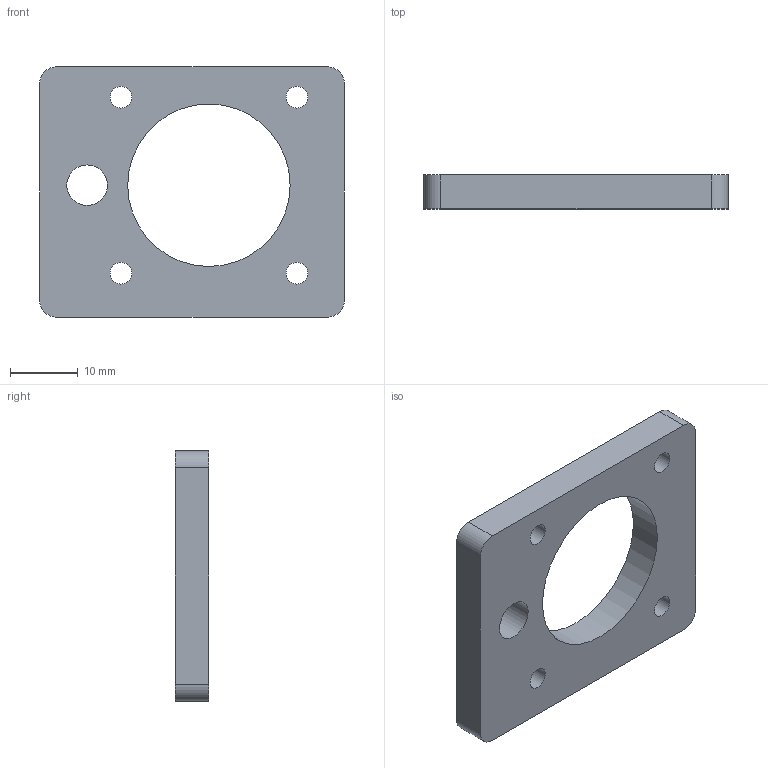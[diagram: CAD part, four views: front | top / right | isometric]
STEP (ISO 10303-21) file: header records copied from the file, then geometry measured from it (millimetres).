
FILE_DESCRIPTION(/* description */ (''),/* implementation_level */ '2;1');
FILE_NAME(/* name */ 'z_motor_PR.stp',/* time_stamp */ '2015-03-03T21:04:22+09:00',/* author */ (''),/* organization */ (''),/* preprocessor_version */ 'ST-DEVELOPER v16',/* originating_system */ 'Autodesk Translator Framework v4.0.0.4510',/* authorisation */ '');
FILE_SCHEMA (('AUTOMOTIVE_DESIGN { 1 0 10303 214 3 1 1 }'));
Length unit declared in the file: centimetre
Products named in the file (1): z_motor_left v9
Bounding box: 45 x 5 x 37 mm (x, y, z)
Volume: 5734 mm3; surface area: 3764.4 mm2
Topology: 1 solids, 1 shells, 16 faces, 42 edges, 28 vertices
Faces by surface type: cylinder 10, plane 6
Full cylindrical faces by diameter (mm): 3.2 x4, 6 x1, 24 x1
Entity records: 531 total; most frequent: DIRECTION 90, CARTESIAN_POINT 81, ORIENTED_EDGE 72, AXIS2_PLACEMENT_3D 37, EDGE_CURVE 36, EDGE_LOOP 34, VERTEX_POINT 28, CIRCLE 20
